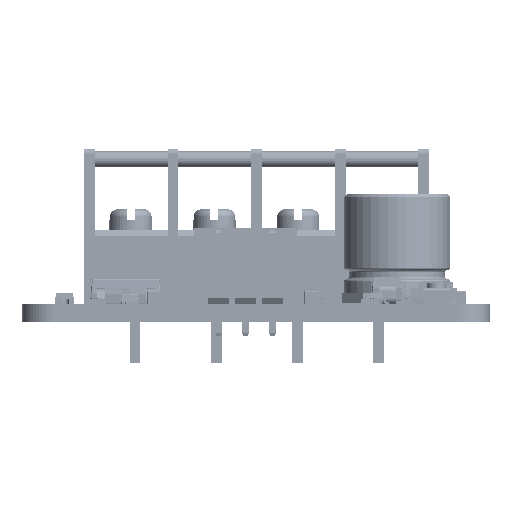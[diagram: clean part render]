
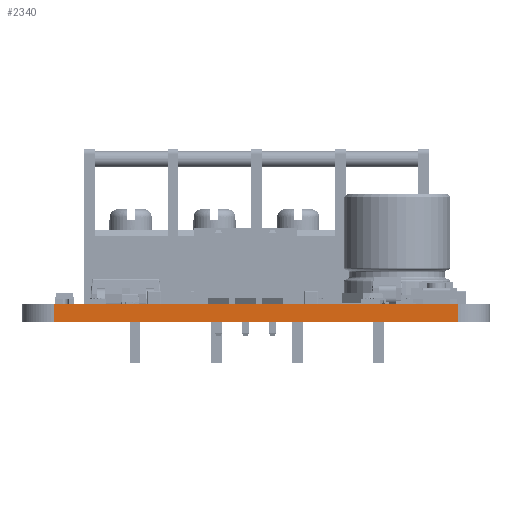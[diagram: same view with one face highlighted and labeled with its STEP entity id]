
A CAD part, front view. The second image highlights one B-rep face of the part: STEP entity #2340.
In plain terms, the highlighted planar face has unit normal (0, -1, 0).
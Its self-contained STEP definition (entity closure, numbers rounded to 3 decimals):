
#2282 = EDGE_CURVE('',#2283,#2285,#2287,.T.);
#2283 = VERTEX_POINT('',#2284);
#2284 = CARTESIAN_POINT('',(40.5,-2.,-0.82));
#2285 = VERTEX_POINT('',#2286);
#2286 = CARTESIAN_POINT('',(40.5,-2.,0.82));
#2287 = LINE('',#2288,#2289);
#2288 = CARTESIAN_POINT('',(40.5,-2.,-0.82));
#2289 = VECTOR('',#2290,1.);
#2290 = DIRECTION('',(0.,0.,1.));
#2315 = VERTEX_POINT('',#2316);
#2316 = CARTESIAN_POINT('',(2.5,-2.,0.82));
#2322 = EDGE_CURVE('',#2323,#2315,#2325,.T.);
#2323 = VERTEX_POINT('',#2324);
#2324 = CARTESIAN_POINT('',(2.5,-2.,-0.82));
#2325 = LINE('',#2326,#2327);
#2326 = CARTESIAN_POINT('',(2.5,-2.,-0.82));
#2327 = VECTOR('',#2328,1.);
#2328 = DIRECTION('',(0.,0.,1.));
#2340 = ADVANCED_FACE('',(#2341),#2357,.F.);
#2341 = FACE_BOUND('',#2342,.F.);
#2342 = EDGE_LOOP('',(#2343,#2344,#2350,#2351));
#2343 = ORIENTED_EDGE('',*,*,#2322,.T.);
#2344 = ORIENTED_EDGE('',*,*,#2345,.T.);
#2345 = EDGE_CURVE('',#2315,#2285,#2346,.T.);
#2346 = LINE('',#2347,#2348);
#2347 = CARTESIAN_POINT('',(2.5,-2.,0.82));
#2348 = VECTOR('',#2349,1.);
#2349 = DIRECTION('',(1.,0.,0.));
#2350 = ORIENTED_EDGE('',*,*,#2282,.F.);
#2351 = ORIENTED_EDGE('',*,*,#2352,.F.);
#2352 = EDGE_CURVE('',#2323,#2283,#2353,.T.);
#2353 = LINE('',#2354,#2355);
#2354 = CARTESIAN_POINT('',(2.5,-2.,-0.82));
#2355 = VECTOR('',#2356,1.);
#2356 = DIRECTION('',(1.,0.,0.));
#2357 = PLANE('',#2358);
#2358 = AXIS2_PLACEMENT_3D('',#2359,#2360,#2361);
#2359 = CARTESIAN_POINT('',(2.5,-2.,-0.82));
#2360 = DIRECTION('',(0.,1.,0.));
#2361 = DIRECTION('',(1.,0.,0.));
